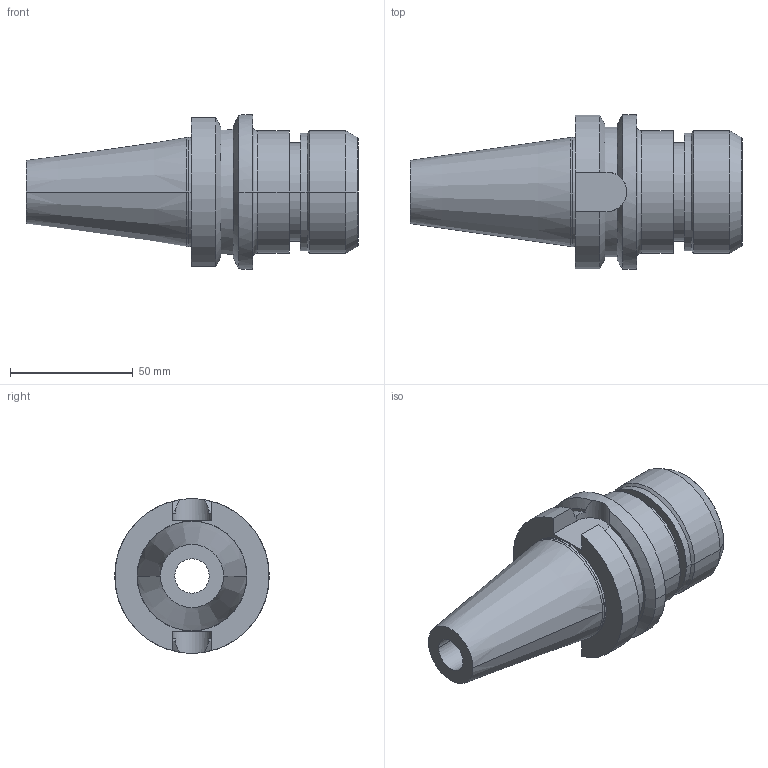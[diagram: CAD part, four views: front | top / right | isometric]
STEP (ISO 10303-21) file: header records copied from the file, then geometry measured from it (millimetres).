
FILE_DESCRIPTION((''),'2;1');
FILE_NAME('8270012069','2021-02-09T10:10:03',('thiemer'),(''),'CREO PARAMETRIC BY PTC INC, 2020053','CREO PARAMETRIC BY PTC INC, 2020053','');
FILE_SCHEMA(('AP242_MANAGED_MODEL_BASED_3D_ENGINEERING_MIM_LF { 1 0 10303 442 1 1 4 }'));
Length unit declared in the file: millimetre
Products named in the file (1): 8270012069
Bounding box: 135.4 x 63 x 63 mm (x, y, z)
Volume: 158972.7 mm3; surface area: 36123 mm2
Topology: 1 solids, 1 shells, 67 faces, 167 edges, 112 vertices
Faces by surface type: cylinder 26, plane 21, cone 16, torus 4
Entity records: 3090 total; most frequent: CARTESIAN_POINT 461, DIRECTION 413, ORIENTED_EDGE 308, PRESENTATION_STYLE_ASSIGNMENT 182, STYLED_ITEM 182, CURVE_STYLE 181, AXIS2_PLACEMENT_3D 166, EDGE_CURVE 154
